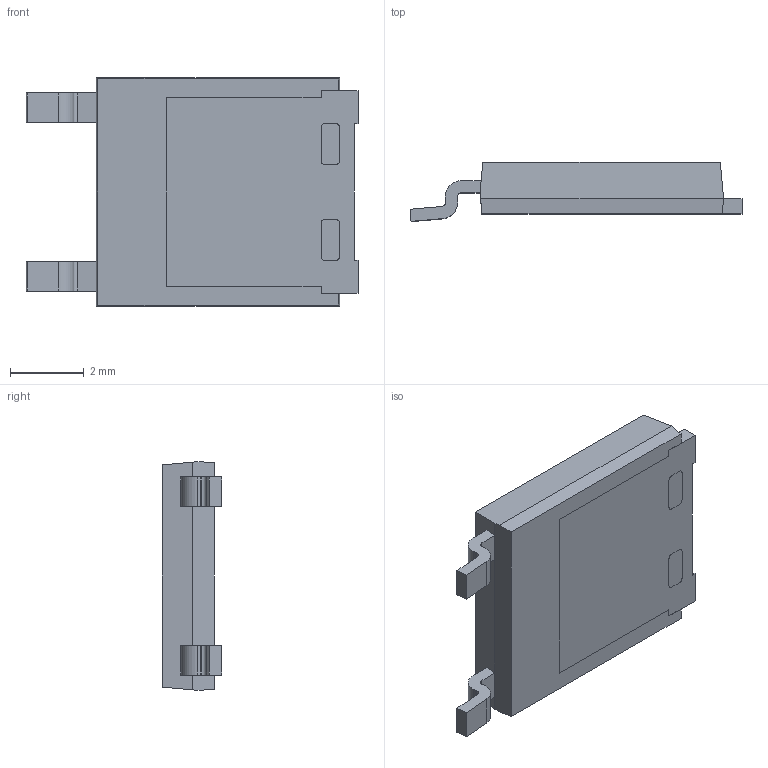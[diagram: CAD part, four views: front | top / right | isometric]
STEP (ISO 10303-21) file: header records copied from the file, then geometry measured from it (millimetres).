
FILE_DESCRIPTION (( 'STEP AP214' ), '1' );
FILE_NAME ('PUAD10BC.STEP', '2023-03-03T15:53:27', ( '' ), ( '' ), 'SwSTEP 2.0', 'SolidWorks 2021', '' );
FILE_SCHEMA (( 'AUTOMOTIVE_DESIGN' ));
Length unit declared in the file: millimetre
Products named in the file (1): PUAD10BC
Bounding box: 9 x 1.6 x 6.2 mm (x, y, z)
Volume: 58.3 mm3; surface area: 194.9 mm2
Topology: 4 solids, 4 shells, 99 faces, 265 edges, 174 vertices
Faces by surface type: plane 71, cylinder 28
Entity records: 3140 total; most frequent: CARTESIAN_POINT 539, ORIENTED_EDGE 530, DIRECTION 521, EDGE_CURVE 265, VECTOR 209, LINE 209, VERTEX_POINT 174, AXIS2_PLACEMENT_3D 156
